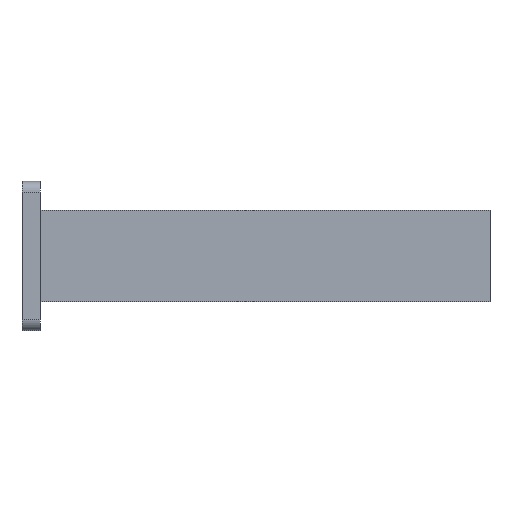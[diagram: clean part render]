
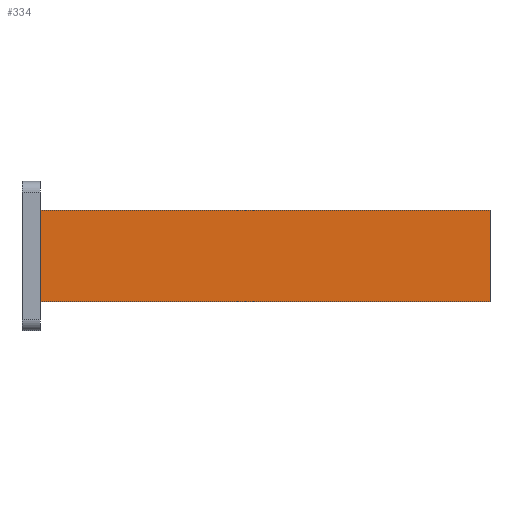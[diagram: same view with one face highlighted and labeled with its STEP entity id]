
A CAD part, top view. The second image highlights one B-rep face of the part: STEP entity #334.
In plain terms, the highlighted planar face has unit normal (0, 0, 1).
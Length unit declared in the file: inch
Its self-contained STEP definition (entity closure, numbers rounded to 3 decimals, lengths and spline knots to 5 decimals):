
#17 = CARTESIAN_POINT ( 'NONE',  ( 5.11811, 0.5, 0.25 ) ) ;
#25 = FACE_OUTER_BOUND ( 'NONE', #143, .T. ) ;
#55 = DIRECTION ( 'NONE',  ( -1., 0., 0. ) ) ;
#79 = DIRECTION ( 'NONE',  ( 0., -1., 0. ) ) ;
#81 = VERTEX_POINT ( 'NONE', #901 ) ;
#94 = DIRECTION ( 'NONE',  ( 0., 0., -1. ) ) ;
#143 = EDGE_LOOP ( 'NONE', ( #180, #423, #579, #626 ) ) ;
#144 = EDGE_CURVE ( 'NONE', #397, #81, #554, .T. ) ;
#180 = ORIENTED_EDGE ( 'NONE', *, *, #406, .T. ) ;
#190 = DIRECTION ( 'NONE',  ( 0., -1., 0. ) ) ;
#233 = CARTESIAN_POINT ( 'NONE',  ( 0.19685, -0.5, 0.25 ) ) ;
#240 = VECTOR ( 'NONE', #55, 39.37008 ) ;
#293 = VECTOR ( 'NONE', #79, 39.37008 ) ;
#310 = DIRECTION ( 'NONE',  ( -1., 0., 0. ) ) ;
#334 = ADVANCED_FACE ( 'NONE', ( #25 ), #740, .F. ) ;
#379 = CARTESIAN_POINT ( 'NONE',  ( 5.11811, -0.5, 0.25 ) ) ;
#393 = CARTESIAN_POINT ( 'NONE',  ( 5.11811, 0.5, 0.25 ) ) ;
#397 = VERTEX_POINT ( 'NONE', #17 ) ;
#406 = EDGE_CURVE ( 'NONE', #929, #620, #746, .T. ) ;
#419 = LINE ( 'NONE', #707, #240 ) ;
#423 = ORIENTED_EDGE ( 'NONE', *, *, #664, .F. ) ;
#424 = CARTESIAN_POINT ( 'NONE',  ( 0.19685, -0.5, 0.25 ) ) ;
#554 = LINE ( 'NONE', #840, #647 ) ;
#561 = EDGE_CURVE ( 'NONE', #397, #929, #755, .T. ) ;
#579 = ORIENTED_EDGE ( 'NONE', *, *, #144, .F. ) ;
#620 = VERTEX_POINT ( 'NONE', #424 ) ;
#626 = ORIENTED_EDGE ( 'NONE', *, *, #561, .T. ) ;
#646 = VECTOR ( 'NONE', #760, 39.37008 ) ;
#647 = VECTOR ( 'NONE', #190, 39.37008 ) ;
#664 = EDGE_CURVE ( 'NONE', #81, #620, #419, .T. ) ;
#706 = AXIS2_PLACEMENT_3D ( 'NONE', #379, #94, #310 ) ;
#707 = CARTESIAN_POINT ( 'NONE',  ( 5.11811, -0.5, 0.25 ) ) ;
#740 = PLANE ( 'NONE',  #706 ) ;
#746 = LINE ( 'NONE', #233, #293 ) ;
#755 = LINE ( 'NONE', #393, #646 ) ;
#760 = DIRECTION ( 'NONE',  ( -1., 0., 0. ) ) ;
#840 = CARTESIAN_POINT ( 'NONE',  ( 5.11811, -0.5, 0.25 ) ) ;
#901 = CARTESIAN_POINT ( 'NONE',  ( 5.11811, -0.5, 0.25 ) ) ;
#923 = CARTESIAN_POINT ( 'NONE',  ( 0.19685, 0.5, 0.25 ) ) ;
#929 = VERTEX_POINT ( 'NONE', #923 ) ;
